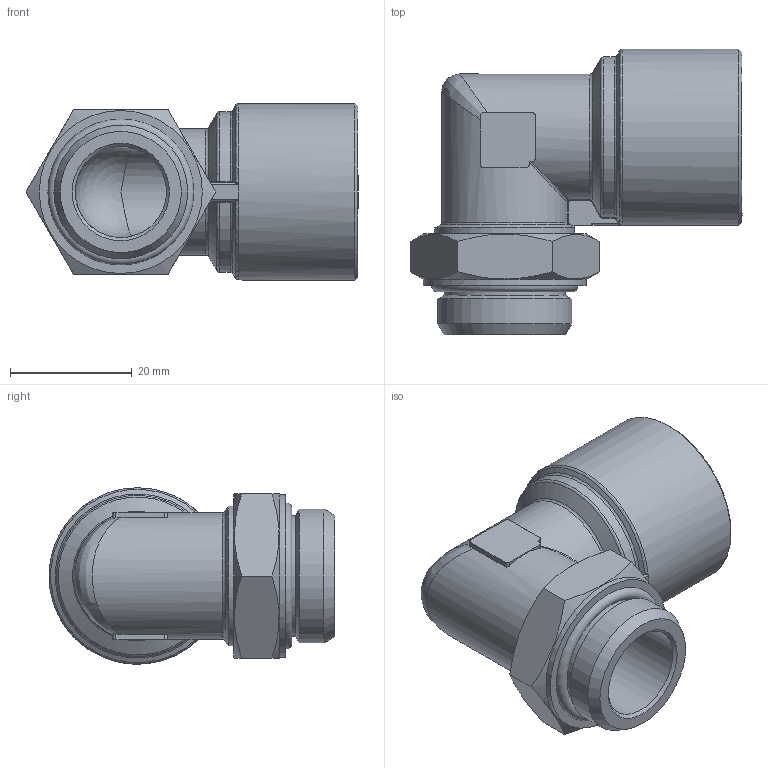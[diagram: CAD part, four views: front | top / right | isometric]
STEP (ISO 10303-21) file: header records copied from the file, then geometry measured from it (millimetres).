
FILE_DESCRIPTION(( 'MAF.16.18.M22X1.5.stp' ), '1');
FILE_NAME( 'MAF.16.18.M22X1.5.stp', '2021-02-19T15:26:59',( 'Sopra'),('sopra-pneumatic.com'), 'SwSTEP 2.0','SolidWorks 2009','' );
FILE_SCHEMA( ( 'AUTOMOTIVE_DESIGN { 1 0 10303 214 1 1 1 1 }' ) );
Length unit declared in the file: millimetre
Products named in the file (1): NONE
Bounding box: 54.59 x 47 x 29 mm (x, y, z)
Volume: 20592.5 mm3; surface area: 12498.7 mm2
Topology: 1 solids, 1 shells, 257 faces, 669 edges, 435 vertices
Faces by surface type: plane 102, bspline 97, cylinder 37, cone 12, torus 8, sphere 1
Full cylindrical faces by diameter (mm): 12 x1, 13.8 x1, 14.5 x1, 15 x1, 18.18 x2, 19.9 x1, 22 x1, 23 x1, 25 x1, 26.8 x1, 29 x1
Entity records: 14396 total; most frequent: CARTESIAN_POINT 6872, ORIENTED_EDGE 1274, DIRECTION 811, EDGE_CURVE 637, VERTEX_POINT 429, LINE 307, VECTOR 307, EDGE_LOOP 305
